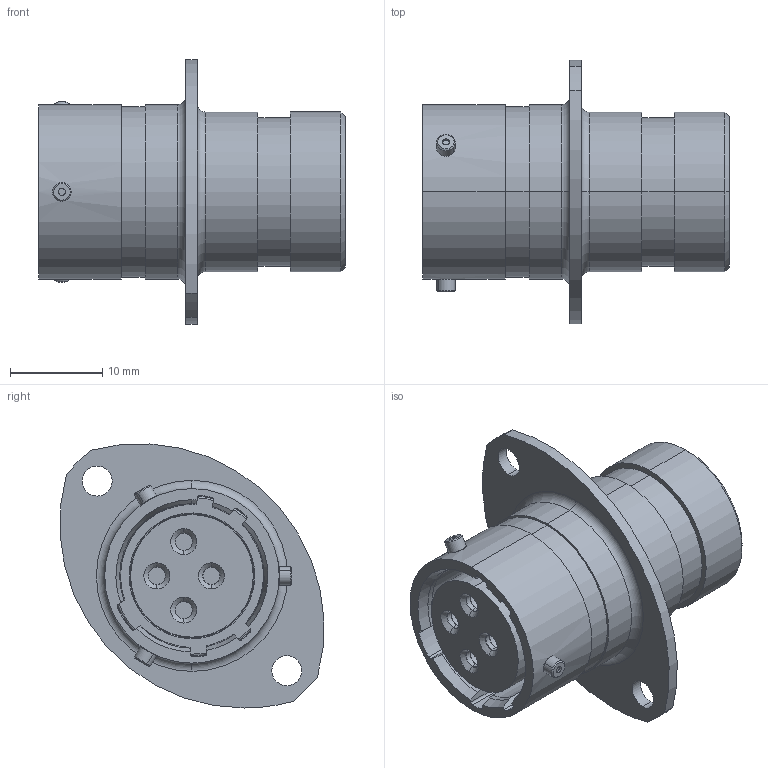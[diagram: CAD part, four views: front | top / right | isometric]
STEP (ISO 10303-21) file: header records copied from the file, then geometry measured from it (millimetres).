
FILE_DESCRIPTION (( 'STEP AP214' ), '1' );
FILE_NAME ('AS012-04SB.STEP', '2019-12-04T12:26:19', ( 'TE Connectivity' ), ( 'TE Connectivity' ), 'SwSTEP 2.0', 'SolidWorks 2016', '' );
FILE_SCHEMA (( 'AUTOMOTIVE_DESIGN' ));
Length unit declared in the file: millimetre
Products named in the file (1): AS012-04SB
Bounding box: 33.31 x 28.61 x 28.66 mm (x, y, z)
Volume: 7026.8 mm3; surface area: 8823.8 mm2
Topology: 11 solids, 11 shells, 341 faces, 774 edges, 467 vertices
Faces by surface type: cylinder 142, torus 72, plane 61, cone 52, sphere 14
Entity records: 13758 total; most frequent: DIRECTION 1915, CARTESIAN_POINT 1851, ORIENTED_EDGE 1536, AXIS2_PLACEMENT_3D 845, EDGE_CURVE 768, CIRCLE 503, VERTEX_POINT 467, EDGE_LOOP 391
